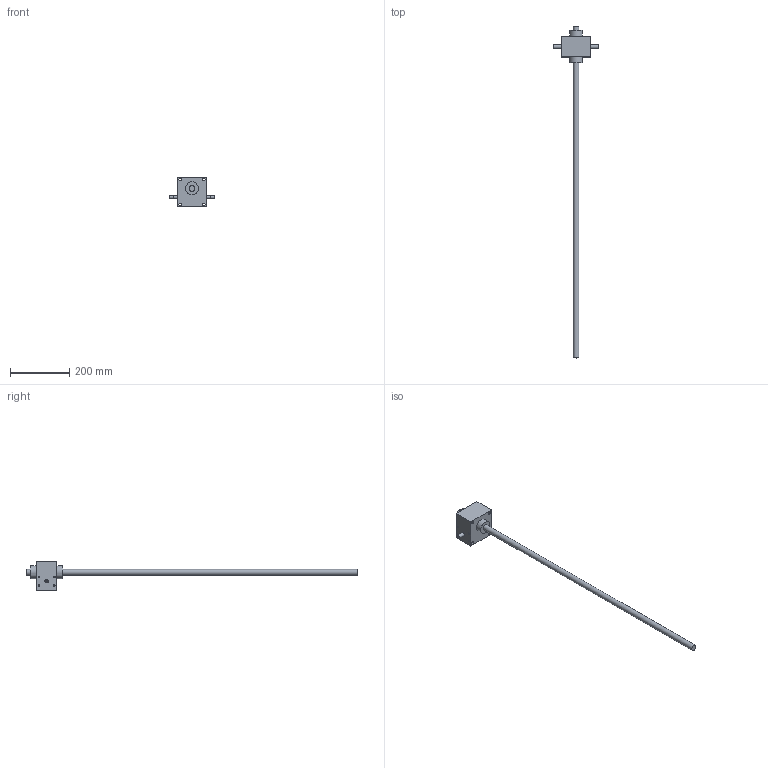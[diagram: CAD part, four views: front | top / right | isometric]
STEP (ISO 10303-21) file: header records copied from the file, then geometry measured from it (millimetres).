
FILE_DESCRIPTION( ( 'STEP AP214' ), ' ' );
FILE_NAME( 'XTP204_B_-_R.1_10_C.1000_-_-_-_-_-_-_-.stp', '2017-08-20T14:35:08', ( '' ), ( '' ), ' ', 'PARTsolutions', ' ' );
FILE_SCHEMA( ( 'AUTOMOTIVE_DESIGN { 1 0 10303 214 1 1 1 1 }' ) );
Length unit declared in the file: millimetre
Products named in the file (4): XTP204_B_-_R.1/10_C.1000_-_-_-_-_-_-_-; _XTP204_1_1000_1_1_1_1_11-1; _XTP204-2; _TP204_1000_1_1_11-3
Assembly tree (4 placements, depth 2):
  XTP204_B_-_R.1/10_C.1000_-_-_-_-_-_-_-
    _XTP204_1_1000_1_1_1_1_11-1
    _XTP204-2  x2
    _TP204_1000_1_1_11-3
Bounding box: 150 x 1125 x 100 mm (x, y, z)
Volume: 1077866.9 mm3; surface area: 149249.2 mm2
Topology: 4 solids, 4 shells, 173 faces, 443 edges, 290 vertices
Faces by surface type: plane 94, cylinder 57, cone 22
Full cylindrical faces by diameter (mm): 4.134 x10, 9 x4, 12 x3, 16 x1, 20 x1, 44 x2
Entity records: 6106 total; most frequent: CARTESIAN_POINT 862, DIRECTION 814, ORIENTED_EDGE 734, EDGE_CURVE 367, AXIS2_PLACEMENT_3D 282, VERTEX_POINT 270, LINE 250, VECTOR 250
